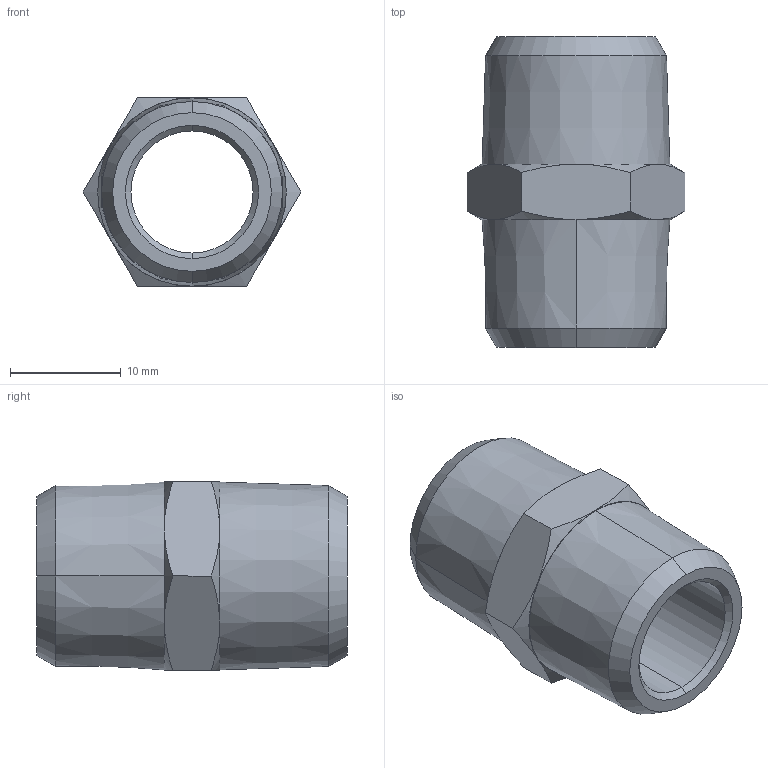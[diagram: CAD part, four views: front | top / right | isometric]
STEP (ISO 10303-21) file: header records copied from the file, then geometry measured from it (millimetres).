
FILE_DESCRIPTION(( 'RX.12.38.3HP.STEP' ), '1');
FILE_NAME( 'RX.12.38.3HP.STEP', '2018-10-10T10:53:21',( 'Sopra'),('sopra-pneumatic.com'), 'SwSTEP 2.0','SolidWorks 2009','' );
FILE_SCHEMA (( 'CONFIG_CONTROL_DESIGN' ));
Length unit declared in the file: millimetre
Products named in the file (1): RX.12.38.38
Bounding box: 19.63 x 28 x 17 mm (x, y, z)
Volume: 3439.9 mm3; surface area: 2613.4 mm2
Topology: 1 solids, 1 shells, 36 faces, 76 edges, 44 vertices
Faces by surface type: cone 24, plane 10, cylinder 2
Entity records: 1105 total; most frequent: CARTESIAN_POINT 277, DIRECTION 158, ORIENTED_EDGE 152, EDGE_CURVE 76, AXIS2_PLACEMENT_3D 69, VERTEX_POINT 44, EDGE_LOOP 40, ADVANCED_FACE 36
